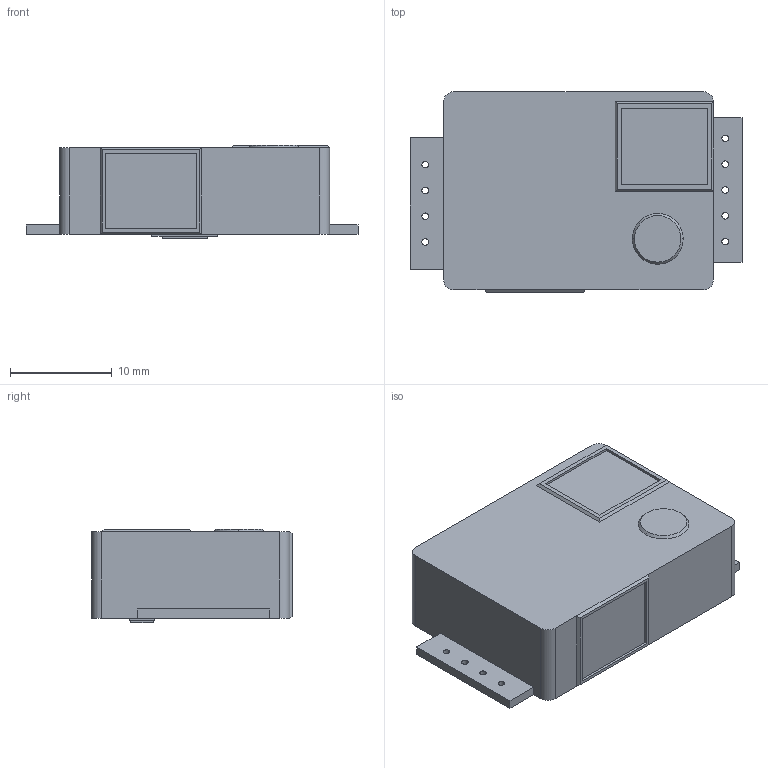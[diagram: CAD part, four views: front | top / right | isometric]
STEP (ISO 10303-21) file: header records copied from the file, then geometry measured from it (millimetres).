
FILE_DESCRIPTION (( 'STEP AP214' ), '1' );
FILE_NAME ('MH-z19_c02_sens.STEP', '2016-06-26T17:06:20', ( 'thomas' ), ( '' ), 'SwSTEP 2.0', 'SolidWorks 2016', '' );
FILE_SCHEMA (( 'AUTOMOTIVE_DESIGN' ));
Length unit declared in the file: millimetre
Products named in the file (2): MH-z19_c02_sens
Bounding box: 32.7 x 19.75 x 9.2 mm (x, y, z)
Volume: 4491.5 mm3; surface area: 2025.3 mm2
Topology: 1 solids, 1 shells, 70 faces, 182 edges, 119 vertices
Faces by surface type: plane 46, cylinder 22, cone 2
Entity records: 2707 total; most frequent: DIRECTION 374, CARTESIAN_POINT 373, ORIENTED_EDGE 364, EDGE_CURVE 182, VECTOR 134, LINE 134, AXIS2_PLACEMENT_3D 120, VERTEX_POINT 119
